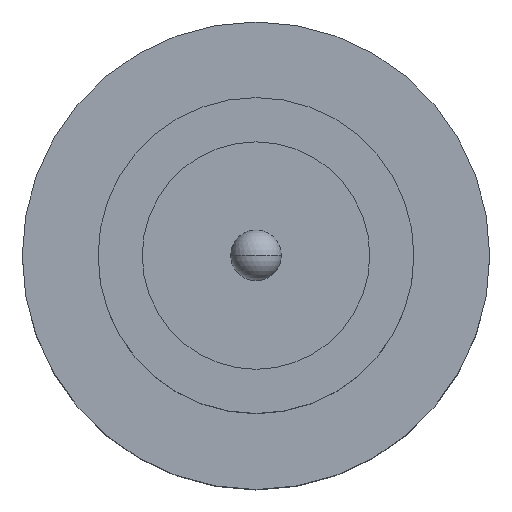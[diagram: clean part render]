
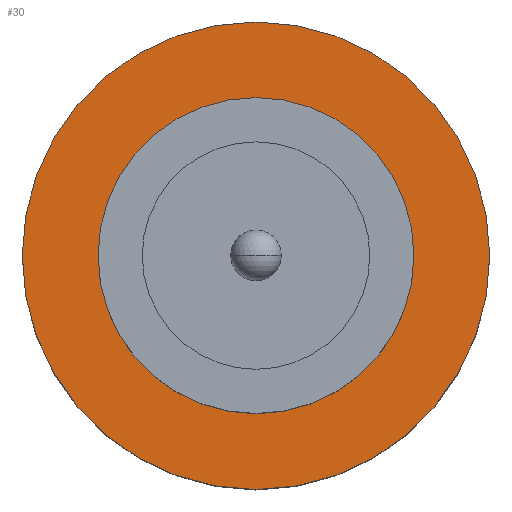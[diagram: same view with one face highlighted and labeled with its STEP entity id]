
A CAD part, top view. The second image highlights one B-rep face of the part: STEP entity #30.
In plain terms, the highlighted planar face has unit normal (0, 0, 1).
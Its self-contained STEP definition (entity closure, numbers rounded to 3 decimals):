
#10 = EDGE_LOOP ( 'NONE', ( #658, #189 ) ) ;
#30 = ADVANCED_FACE ( 'NONE', ( #514, #316 ), #325, .T. ) ;
#34 = AXIS2_PLACEMENT_3D ( 'NONE', #268, #736, #168 ) ;
#56 = CARTESIAN_POINT ( 'NONE',  ( 0., 0., 2.05 ) ) ;
#124 = ORIENTED_EDGE ( 'NONE', *, *, #501, .T. ) ;
#133 = VERTEX_POINT ( 'NONE', #688 ) ;
#149 = AXIS2_PLACEMENT_3D ( 'NONE', #411, #539, #591 ) ;
#168 = DIRECTION ( 'NONE',  ( 1., 0., 0. ) ) ;
#175 = DIRECTION ( 'NONE',  ( 1., 0., 0. ) ) ;
#183 = AXIS2_PLACEMENT_3D ( 'NONE', #370, #563, #559 ) ;
#188 = CIRCLE ( 'NONE', #34, 1.25 ) ;
#189 = ORIENTED_EDGE ( 'NONE', *, *, #239, .F. ) ;
#196 = EDGE_CURVE ( 'NONE', #588, #266, #282, .T. ) ;
#239 = EDGE_CURVE ( 'NONE', #133, #725, #272, .T. ) ;
#241 = CIRCLE ( 'NONE', #183, 1.85 ) ;
#266 = VERTEX_POINT ( 'NONE', #407 ) ;
#267 = DIRECTION ( 'NONE',  ( 0., 0., 1. ) ) ;
#268 = CARTESIAN_POINT ( 'NONE',  ( 0., 0., 2.05 ) ) ;
#272 = CIRCLE ( 'NONE', #149, 1.25 ) ;
#282 = CIRCLE ( 'NONE', #347, 1.85 ) ;
#288 = CARTESIAN_POINT ( 'NONE',  ( 1.25, 0., 2.05 ) ) ;
#299 = AXIS2_PLACEMENT_3D ( 'NONE', #737, #267, #378 ) ;
#316 = FACE_OUTER_BOUND ( 'NONE', #331, .T. ) ;
#325 = PLANE ( 'NONE',  #299 ) ;
#331 = EDGE_LOOP ( 'NONE', ( #471, #124 ) ) ;
#347 = AXIS2_PLACEMENT_3D ( 'NONE', #56, #524, #175 ) ;
#370 = CARTESIAN_POINT ( 'NONE',  ( 0., 0., 2.05 ) ) ;
#378 = DIRECTION ( 'NONE',  ( 1., 0., 0. ) ) ;
#407 = CARTESIAN_POINT ( 'NONE',  ( 1.85, 0., 2.05 ) ) ;
#411 = CARTESIAN_POINT ( 'NONE',  ( 0., 0., 2.05 ) ) ;
#471 = ORIENTED_EDGE ( 'NONE', *, *, #196, .T. ) ;
#501 = EDGE_CURVE ( 'NONE', #266, #588, #241, .T. ) ;
#514 = FACE_BOUND ( 'NONE', #10, .T. ) ;
#524 = DIRECTION ( 'NONE',  ( 0., 0., 1. ) ) ;
#539 = DIRECTION ( 'NONE',  ( 0., 0., 1. ) ) ;
#559 = DIRECTION ( 'NONE',  ( 1., 0., 0. ) ) ;
#563 = DIRECTION ( 'NONE',  ( 0., 0., 1. ) ) ;
#569 = EDGE_CURVE ( 'NONE', #725, #133, #188, .T. ) ;
#588 = VERTEX_POINT ( 'NONE', #746 ) ;
#591 = DIRECTION ( 'NONE',  ( 1., 0., 0. ) ) ;
#658 = ORIENTED_EDGE ( 'NONE', *, *, #569, .F. ) ;
#688 = CARTESIAN_POINT ( 'NONE',  ( -1.25, 0., 2.05 ) ) ;
#725 = VERTEX_POINT ( 'NONE', #288 ) ;
#736 = DIRECTION ( 'NONE',  ( 0., 0., 1. ) ) ;
#737 = CARTESIAN_POINT ( 'NONE',  ( 0., 0., 2.05 ) ) ;
#746 = CARTESIAN_POINT ( 'NONE',  ( -1.85, 0., 2.05 ) ) ;
